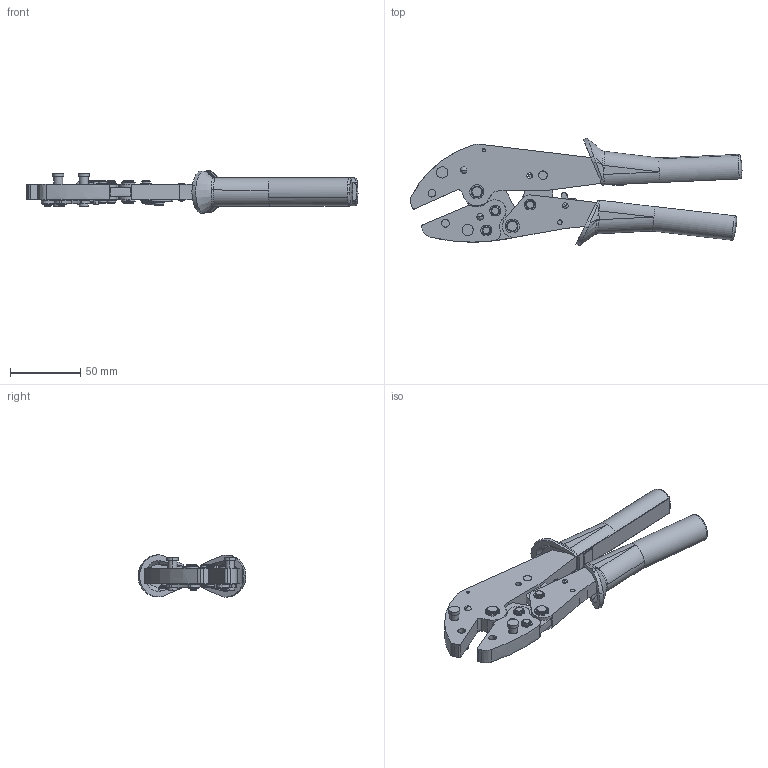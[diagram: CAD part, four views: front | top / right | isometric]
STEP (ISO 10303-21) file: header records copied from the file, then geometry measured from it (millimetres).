
FILE_DESCRIPTION(('CATIA V5 STEP Exchange','CAx-IF Rec.Pracs.--- Model Styling and Organization---1.5--- 2016-08-15','CAx-IF Rec.Pracs.---Supplemental Geometry---1.0---2011-11-01','CAx-IF Rec.Pracs.--- Composite Materials ---1.1---2010-07-15'),'2;1');
FILE_NAME ('1252633-3_0', '2025-11-17T10:56:42+00:00', ('none'), ('Weidmueller'), 'CATIA Version 5-6 Release 2024 SP4', 'CATIA V5 STEP AP214 v3', 'none');
FILE_SCHEMA(('AUTOMOTIVE_DESIGN { 1 0 10303 214 1 1 1 1 }'));
Length unit declared in the file: millimetre
Products named in the file (1): 2746000000_FLEXICRIMP_AllCATPart
Bounding box: 236.52 x 76.84 x 29.98 mm (x, y, z)
Volume: 143836.8 mm3; surface area: 38503.1 mm2
Topology: 1 solids, 3 shells, 785 faces, 2102 edges, 1356 vertices
Faces by surface type: extrusion 257, plane 250, cylinder 114, bspline 84, cone 56, torus 12, sphere 8, revolution 4
Entity records: 33933 total; most frequent: CARTESIAN_POINT 16931, ORIENTED_EDGE 4160, EDGE_CURVE 2080, DIRECTION 2017, VERTEX_POINT 1356, VECTOR 1151, B_SPLINE_CURVE_WITH_KNOTS 1109, LINE 894
